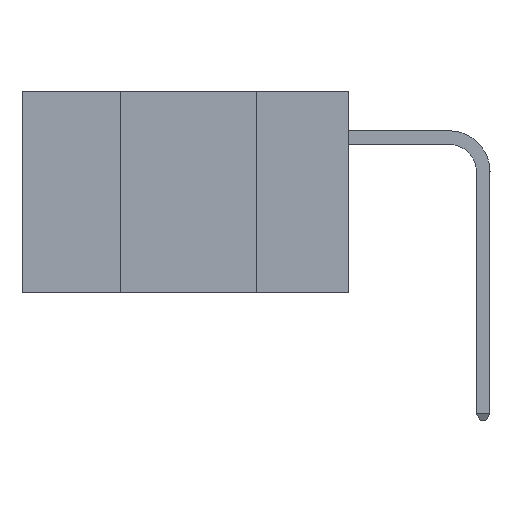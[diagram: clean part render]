
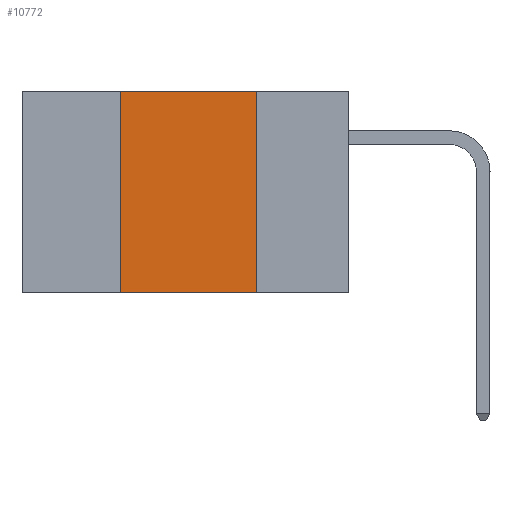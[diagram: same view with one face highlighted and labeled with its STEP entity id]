
A CAD part, left-side view. The second image highlights one B-rep face of the part: STEP entity #10772.
In plain terms, the highlighted planar face has unit normal (-1, 0, 0).
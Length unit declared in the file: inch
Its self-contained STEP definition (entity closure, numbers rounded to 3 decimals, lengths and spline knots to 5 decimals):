
#227 = LINE ( 'NONE', #21770, #14614 ) ;
#637 = EDGE_CURVE ( 'NONE', #2783, #7536, #3751, .T. ) ;
#786 = EDGE_CURVE ( 'NONE', #2921, #7536, #227, .T. ) ;
#1459 = CARTESIAN_POINT ( 'NONE',  ( 0., 0.6, 0. ) ) ;
#2576 = CARTESIAN_POINT ( 'NONE',  ( 0., 0.17, -0.37 ) ) ;
#2783 = VERTEX_POINT ( 'NONE', #9883 ) ;
#2831 = ORIENTED_EDGE ( 'NONE', *, *, #19272, .F. ) ;
#2921 = VERTEX_POINT ( 'NONE', #8808 ) ;
#3135 = LINE ( 'NONE', #13923, #17580 ) ;
#3751 = LINE ( 'NONE', #21495, #18802 ) ;
#4018 = DIRECTION ( 'NONE',  ( 0., 0., -1. ) ) ;
#4243 = AXIS2_PLACEMENT_3D ( 'NONE', #1459, #10896, #24114 ) ;
#5229 = PLANE ( 'NONE',  #4243 ) ;
#7536 = VERTEX_POINT ( 'NONE', #2576 ) ;
#8157 = VERTEX_POINT ( 'NONE', #21868 ) ;
#8808 = CARTESIAN_POINT ( 'NONE',  ( 0., 0.17, 0. ) ) ;
#8949 = ORIENTED_EDGE ( 'NONE', *, *, #637, .T. ) ;
#9883 = CARTESIAN_POINT ( 'NONE',  ( 0., 0.42, -0.37 ) ) ;
#10772 = ADVANCED_FACE ( 'NONE', ( #23001 ), #5229, .F. ) ;
#10896 = DIRECTION ( 'NONE',  ( 1., 0., 0. ) ) ;
#11041 = ORIENTED_EDGE ( 'NONE', *, *, #21869, .F. ) ;
#13859 = VECTOR ( 'NONE', #20338, 39.37008 ) ;
#13923 = CARTESIAN_POINT ( 'NONE',  ( 0., 0.42, 0. ) ) ;
#14440 = LINE ( 'NONE', #18415, #13859 ) ;
#14614 = VECTOR ( 'NONE', #4018, 39.37008 ) ;
#17580 = VECTOR ( 'NONE', #19590, 39.37008 ) ;
#18415 = CARTESIAN_POINT ( 'NONE',  ( 0., 0.6, 0. ) ) ;
#18802 = VECTOR ( 'NONE', #21303, 39.37008 ) ;
#19272 = EDGE_CURVE ( 'NONE', #2783, #8157, #3135, .T. ) ;
#19590 = DIRECTION ( 'NONE',  ( 0., 0., 1. ) ) ;
#20338 = DIRECTION ( 'NONE',  ( 0., -1., 0. ) ) ;
#21303 = DIRECTION ( 'NONE',  ( 0., -1., 0. ) ) ;
#21495 = CARTESIAN_POINT ( 'NONE',  ( 0., 0.6, -0.37 ) ) ;
#21770 = CARTESIAN_POINT ( 'NONE',  ( 0., 0.17, 0. ) ) ;
#21868 = CARTESIAN_POINT ( 'NONE',  ( 0., 0.42, 0. ) ) ;
#21869 = EDGE_CURVE ( 'NONE', #8157, #2921, #14440, .T. ) ;
#22269 = ORIENTED_EDGE ( 'NONE', *, *, #786, .F. ) ;
#22301 = EDGE_LOOP ( 'NONE', ( #22269, #11041, #2831, #8949 ) ) ;
#23001 = FACE_OUTER_BOUND ( 'NONE', #22301, .T. ) ;
#24114 = DIRECTION ( 'NONE',  ( 0., 0., -1. ) ) ;
